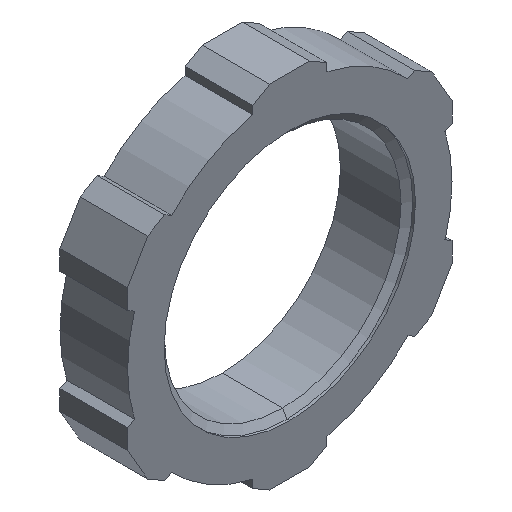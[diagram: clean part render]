
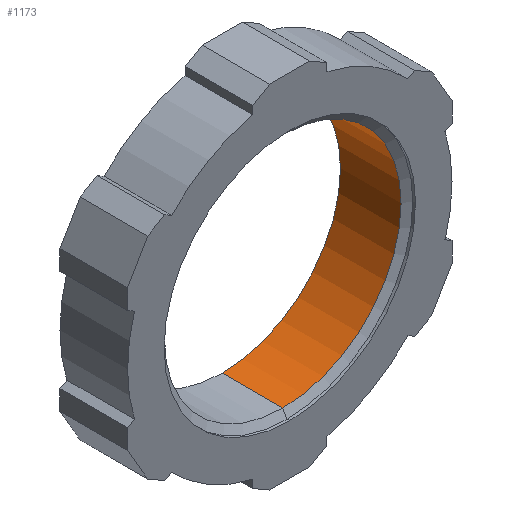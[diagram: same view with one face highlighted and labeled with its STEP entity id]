
A CAD part, isometric view. The second image highlights one B-rep face of the part: STEP entity #1173.
In plain terms, the highlighted cylindrical face has radius 8.75 mm (diameter 17.5 mm), a partial arc.
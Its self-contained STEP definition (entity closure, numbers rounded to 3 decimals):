
#16 = CARTESIAN_POINT ( 'NONE',  ( 0., 0.518, 8.75 ) ) ;
#121 = DIRECTION ( 'NONE',  ( 0., 1., 0. ) ) ;
#260 = CARTESIAN_POINT ( 'NONE',  ( 0., 5., 8.75 ) ) ;
#322 = EDGE_CURVE ( 'NONE', #1012, #1089, #1270, .T. ) ;
#323 = DIRECTION ( 'NONE',  ( 0., 1., 0. ) ) ;
#441 = CIRCLE ( 'NONE', #789, 8.75 ) ;
#456 = VECTOR ( 'NONE', #953, 1000. ) ;
#479 = EDGE_CURVE ( 'NONE', #736, #867, #830, .T. ) ;
#539 = CYLINDRICAL_SURFACE ( 'NONE', #1193, 8.75 ) ;
#565 = ORIENTED_EDGE ( 'NONE', *, *, #479, .F. ) ;
#567 = CARTESIAN_POINT ( 'NONE',  ( 0., 5., -8.75 ) ) ;
#648 = DIRECTION ( 'NONE',  ( 0., -1., 0. ) ) ;
#690 = EDGE_CURVE ( 'NONE', #736, #1012, #441, .T. ) ;
#718 = EDGE_CURVE ( 'NONE', #1089, #867, #1268, .T. ) ;
#736 = VERTEX_POINT ( 'NONE', #769 ) ;
#769 = CARTESIAN_POINT ( 'NONE',  ( 0., 0.518, -8.75 ) ) ;
#789 = AXIS2_PLACEMENT_3D ( 'NONE', #1322, #648, #1429 ) ;
#830 = LINE ( 'NONE', #1069, #456 ) ;
#867 = VERTEX_POINT ( 'NONE', #567 ) ;
#936 = EDGE_LOOP ( 'NONE', ( #565, #1033, #1377, #1343 ) ) ;
#946 = AXIS2_PLACEMENT_3D ( 'NONE', #997, #323, #1115 ) ;
#948 = DIRECTION ( 'NONE',  ( 0., 0., 1. ) ) ;
#953 = DIRECTION ( 'NONE',  ( 0., 1., 0. ) ) ;
#997 = CARTESIAN_POINT ( 'NONE',  ( 0., 5., 0. ) ) ;
#1012 = VERTEX_POINT ( 'NONE', #16 ) ;
#1033 = ORIENTED_EDGE ( 'NONE', *, *, #690, .T. ) ;
#1047 = VECTOR ( 'NONE', #121, 1000. ) ;
#1057 = CARTESIAN_POINT ( 'NONE',  ( 0., 5., 8.75 ) ) ;
#1069 = CARTESIAN_POINT ( 'NONE',  ( 0., 5., -8.75 ) ) ;
#1089 = VERTEX_POINT ( 'NONE', #260 ) ;
#1115 = DIRECTION ( 'NONE',  ( 0., 0., 1. ) ) ;
#1144 = FACE_OUTER_BOUND ( 'NONE', #936, .T. ) ;
#1173 = ADVANCED_FACE ( 'NONE', ( #1144 ), #539, .F. ) ;
#1193 = AXIS2_PLACEMENT_3D ( 'NONE', #1391, #1285, #948 ) ;
#1268 = CIRCLE ( 'NONE', #946, 8.75 ) ;
#1270 = LINE ( 'NONE', #1057, #1047 ) ;
#1285 = DIRECTION ( 'NONE',  ( 0., 1., 0. ) ) ;
#1322 = CARTESIAN_POINT ( 'NONE',  ( 0., 0.518, 0. ) ) ;
#1343 = ORIENTED_EDGE ( 'NONE', *, *, #718, .T. ) ;
#1377 = ORIENTED_EDGE ( 'NONE', *, *, #322, .T. ) ;
#1391 = CARTESIAN_POINT ( 'NONE',  ( 0., 5., 0. ) ) ;
#1429 = DIRECTION ( 'NONE',  ( 0., 0., -1. ) ) ;
